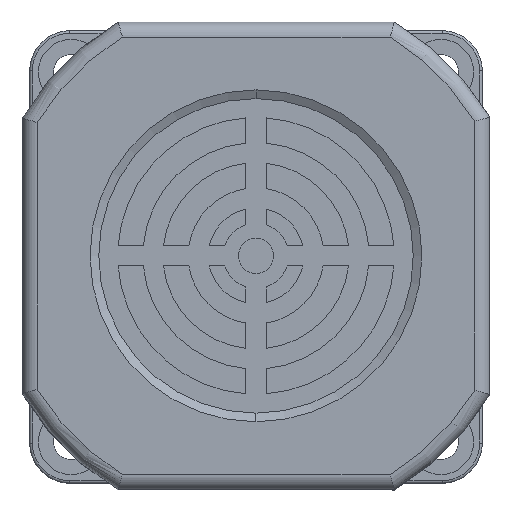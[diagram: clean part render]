
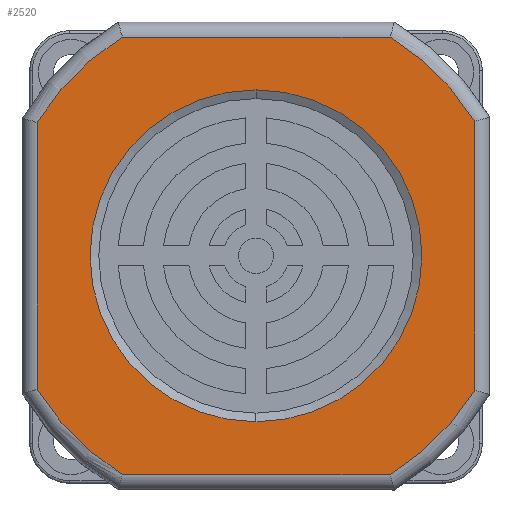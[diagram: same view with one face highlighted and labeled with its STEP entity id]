
A CAD part, top view. The second image highlights one B-rep face of the part: STEP entity #2520.
In plain terms, the highlighted face is planar.
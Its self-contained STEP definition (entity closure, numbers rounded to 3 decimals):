
#166 = CARTESIAN_POINT ( 'NONE',  ( -43.5, 0., 26.54 ) ) ;
#461 = AXIS2_PLACEMENT_3D ( 'NONE', #14691, #2236, #10983 ) ;
#464 = VERTEX_POINT ( 'NONE', #9066 ) ;
#493 = EDGE_CURVE ( 'NONE', #10531, #11837, #15016, .T. ) ;
#829 = VERTEX_POINT ( 'NONE', #12411 ) ;
#995 = CIRCLE ( 'NONE', #8131, 51. ) ;
#1157 = AXIS2_PLACEMENT_3D ( 'NONE', #12539, #7047, #12958 ) ;
#1233 = DIRECTION ( 'NONE',  ( 0., 0., 1. ) ) ;
#1712 = CARTESIAN_POINT ( 'NONE',  ( 0.05, 0., 0. ) ) ;
#1825 = ORIENTED_EDGE ( 'NONE', *, *, #16186, .T. ) ;
#1845 = ORIENTED_EDGE ( 'NONE', *, *, #16182, .T. ) ;
#1906 = CIRCLE ( 'NONE', #5159, 51. ) ;
#1918 = ORIENTED_EDGE ( 'NONE', *, *, #16027, .T. ) ;
#1986 = EDGE_CURVE ( 'NONE', #11837, #10531, #11589, .T. ) ;
#2236 = DIRECTION ( 'NONE',  ( 0., 1., 0. ) ) ;
#2520 = ADVANCED_FACE ( 'NONE', ( #12654, #12886 ), #9713, .F. ) ;
#2917 = AXIS2_PLACEMENT_3D ( 'NONE', #8726, #8755, #8682 ) ;
#2993 = DIRECTION ( 'NONE',  ( 0., 0., 1. ) ) ;
#3494 = LINE ( 'NONE', #14953, #6457 ) ;
#3708 = ORIENTED_EDGE ( 'NONE', *, *, #16166, .T. ) ;
#4159 = DIRECTION ( 'NONE',  ( 0., 0., 1. ) ) ;
#4218 = CARTESIAN_POINT ( 'NONE',  ( 43.5, 0., 0. ) ) ;
#4235 = AXIS2_PLACEMENT_3D ( 'NONE', #1712, #10472, #2993 ) ;
#4336 = DIRECTION ( 'NONE',  ( 1., 0., 0. ) ) ;
#4592 = CARTESIAN_POINT ( 'NONE',  ( 0.05, 0., 0. ) ) ;
#4672 = EDGE_CURVE ( 'NONE', #14607, #13488, #995, .T. ) ;
#4847 = VECTOR ( 'NONE', #9208, 1000. ) ;
#5159 = AXIS2_PLACEMENT_3D ( 'NONE', #13051, #5635, #14239 ) ;
#5635 = DIRECTION ( 'NONE',  ( 0., -1., 0. ) ) ;
#5727 = LINE ( 'NONE', #11835, #7169 ) ;
#5939 = DIRECTION ( 'NONE',  ( 0., 0., 1. ) ) ;
#5945 = CARTESIAN_POINT ( 'NONE',  ( 26.673, 0., -43.5 ) ) ;
#6110 = ORIENTED_EDGE ( 'NONE', *, *, #16031, .T. ) ;
#6457 = VECTOR ( 'NONE', #7651, 1000. ) ;
#6558 = ORIENTED_EDGE ( 'NONE', *, *, #4672, .T. ) ;
#6876 = CARTESIAN_POINT ( 'NONE',  ( 0.05, 0., 43.5 ) ) ;
#6934 = VECTOR ( 'NONE', #4159, 1000. ) ;
#7047 = DIRECTION ( 'NONE',  ( 0., -1., 0. ) ) ;
#7128 = ORIENTED_EDGE ( 'NONE', *, *, #16181, .T. ) ;
#7129 = VERTEX_POINT ( 'NONE', #10423 ) ;
#7169 = VECTOR ( 'NONE', #4336, 1000. ) ;
#7366 = LINE ( 'NONE', #4218, #6934 ) ;
#7651 = DIRECTION ( 'NONE',  ( 0., 0., -1. ) ) ;
#8131 = AXIS2_PLACEMENT_3D ( 'NONE', #4592, #13330, #5939 ) ;
#8359 = CARTESIAN_POINT ( 'NONE',  ( 0., 0., -33. ) ) ;
#8603 = CARTESIAN_POINT ( 'NONE',  ( -43.5, 0., -26.54 ) ) ;
#8682 = DIRECTION ( 'NONE',  ( 0., 0., -1. ) ) ;
#8726 = CARTESIAN_POINT ( 'NONE',  ( 0., 0., 0. ) ) ;
#8755 = DIRECTION ( 'NONE',  ( 0., -1., 0. ) ) ;
#8831 = DIRECTION ( 'NONE',  ( 0., -1., 0. ) ) ;
#9066 = CARTESIAN_POINT ( 'NONE',  ( 43.5, 0., -26.705 ) ) ;
#9134 = VERTEX_POINT ( 'NONE', #8603 ) ;
#9206 = CARTESIAN_POINT ( 'NONE',  ( -26.572, 0., 43.5 ) ) ;
#9208 = DIRECTION ( 'NONE',  ( -1., 0., 0. ) ) ;
#9661 = ORIENTED_EDGE ( 'NONE', *, *, #493, .F. ) ;
#9713 = PLANE ( 'NONE',  #461 ) ;
#10423 = CARTESIAN_POINT ( 'NONE',  ( 26.673, 0., 43.5 ) ) ;
#10472 = DIRECTION ( 'NONE',  ( 0., -1., 0. ) ) ;
#10482 = ORIENTED_EDGE ( 'NONE', *, *, #16162, .T. ) ;
#10531 = VERTEX_POINT ( 'NONE', #8359 ) ;
#10931 = EDGE_LOOP ( 'NONE', ( #9661, #13087 ) ) ;
#10983 = DIRECTION ( 'NONE',  ( 0., 0., 1. ) ) ;
#11589 = CIRCLE ( 'NONE', #1157, 33. ) ;
#11835 = CARTESIAN_POINT ( 'NONE',  ( 0.05, 0., -43.5 ) ) ;
#11837 = VERTEX_POINT ( 'NONE', #15061 ) ;
#12411 = CARTESIAN_POINT ( 'NONE',  ( 43.5, 0., 26.705 ) ) ;
#12539 = CARTESIAN_POINT ( 'NONE',  ( 0., 0., 0. ) ) ;
#12654 = FACE_OUTER_BOUND ( 'NONE', #16143, .T. ) ;
#12886 = FACE_BOUND ( 'NONE', #10931, .T. ) ;
#12958 = DIRECTION ( 'NONE',  ( 0., 0., -1. ) ) ;
#13050 = CIRCLE ( 'NONE', #13544, 51. ) ;
#13051 = CARTESIAN_POINT ( 'NONE',  ( 0.05, 0., 0. ) ) ;
#13087 = ORIENTED_EDGE ( 'NONE', *, *, #1986, .F. ) ;
#13330 = DIRECTION ( 'NONE',  ( 0., -1., 0. ) ) ;
#13488 = VERTEX_POINT ( 'NONE', #166 ) ;
#13544 = AXIS2_PLACEMENT_3D ( 'NONE', #16158, #8831, #1233 ) ;
#13782 = VERTEX_POINT ( 'NONE', #5945 ) ;
#14239 = DIRECTION ( 'NONE',  ( 0., 0., 1. ) ) ;
#14607 = VERTEX_POINT ( 'NONE', #9206 ) ;
#14691 = CARTESIAN_POINT ( 'NONE',  ( 0.05, 0., 0. ) ) ;
#14706 = VERTEX_POINT ( 'NONE', #15255 ) ;
#14769 = CIRCLE ( 'NONE', #4235, 51. ) ;
#14953 = CARTESIAN_POINT ( 'NONE',  ( -43.5, 0., 0. ) ) ;
#15016 = CIRCLE ( 'NONE', #2917, 33. ) ;
#15061 = CARTESIAN_POINT ( 'NONE',  ( 0., 0., 33. ) ) ;
#15077 = LINE ( 'NONE', #6876, #4847 ) ;
#15255 = CARTESIAN_POINT ( 'NONE',  ( -26.572, 0., -43.5 ) ) ;
#16027 = EDGE_CURVE ( 'NONE', #9134, #14706, #13050, .T. ) ;
#16031 = EDGE_CURVE ( 'NONE', #13488, #9134, #3494, .T. ) ;
#16143 = EDGE_LOOP ( 'NONE', ( #6110, #1918, #1825, #3708, #10482, #7128, #1845, #6558 ) ) ;
#16158 = CARTESIAN_POINT ( 'NONE',  ( 0.05, 0., 0. ) ) ;
#16162 = EDGE_CURVE ( 'NONE', #464, #829, #7366, .T. ) ;
#16166 = EDGE_CURVE ( 'NONE', #13782, #464, #14769, .T. ) ;
#16181 = EDGE_CURVE ( 'NONE', #829, #7129, #1906, .T. ) ;
#16182 = EDGE_CURVE ( 'NONE', #7129, #14607, #15077, .T. ) ;
#16186 = EDGE_CURVE ( 'NONE', #14706, #13782, #5727, .T. ) ;
